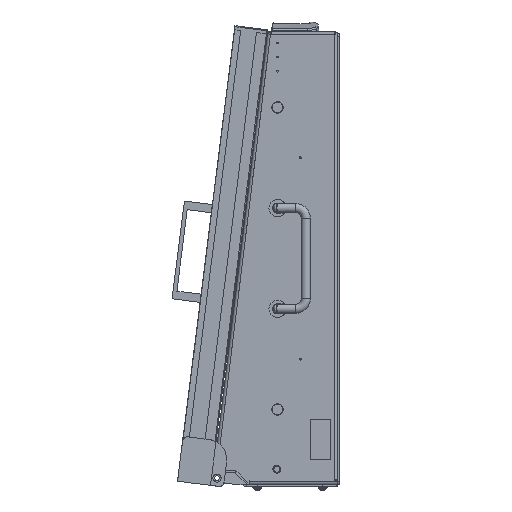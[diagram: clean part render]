
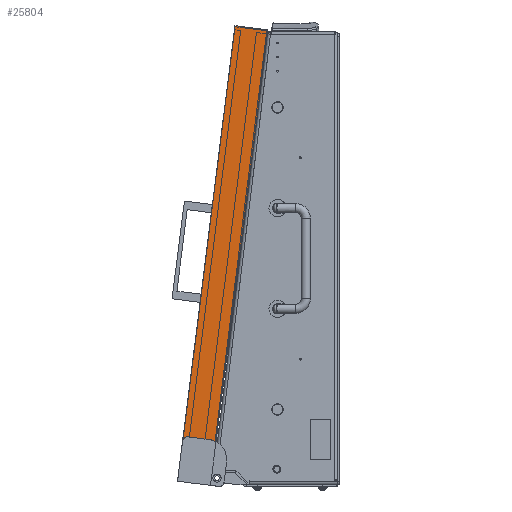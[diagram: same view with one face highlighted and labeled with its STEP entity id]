
A CAD part, left-side view. The second image highlights one B-rep face of the part: STEP entity #25804.
In plain terms, the highlighted planar face has unit normal (-1, 0, 0).
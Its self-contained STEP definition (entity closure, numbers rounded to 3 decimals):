
#418 = CARTESIAN_POINT ( 'NONE',  ( -277.5, 33., -188. ) ) ;
#2033 = EDGE_CURVE ( 'NONE', #30846, #20728, #41808, .T. ) ;
#2586 = DIRECTION ( 'NONE',  ( 0., 0., 1. ) ) ;
#3163 = FACE_OUTER_BOUND ( 'NONE', #5359, .T. ) ;
#4519 = EDGE_CURVE ( 'NONE', #36142, #22985, #8183, .T. ) ;
#5136 = AXIS2_PLACEMENT_3D ( 'NONE', #51845, #45927, #45140 ) ;
#5359 = EDGE_LOOP ( 'NONE', ( #68865, #11152, #66471, #74655, #20181, #69510 ) ) ;
#8183 = LINE ( 'NONE', #26021, #45856 ) ;
#9764 = CARTESIAN_POINT ( 'NONE',  ( -277.5, 0., -228. ) ) ;
#11152 = ORIENTED_EDGE ( 'NONE', *, *, #46750, .T. ) ;
#16028 = EDGE_CURVE ( 'NONE', #73033, #75608, #23755, .T. ) ;
#16080 = VECTOR ( 'NONE', #21621, 1000. ) ;
#20181 = ORIENTED_EDGE ( 'NONE', *, *, #16028, .T. ) ;
#20728 = VERTEX_POINT ( 'NONE', #65685 ) ;
#21621 = DIRECTION ( 'NONE',  ( 0., 0., 1. ) ) ;
#22985 = VERTEX_POINT ( 'NONE', #27647 ) ;
#23755 = CIRCLE ( 'NONE', #70410, 5. ) ;
#25804 = ADVANCED_FACE ( 'NONE', ( #3163 ), #57360, .F. ) ;
#26021 = CARTESIAN_POINT ( 'NONE',  ( -277.5, 33., 228. ) ) ;
#27647 = CARTESIAN_POINT ( 'NONE',  ( -277.5, 0., 228. ) ) ;
#28132 = EDGE_CURVE ( 'NONE', #73033, #36142, #32653, .T. ) ;
#30075 = DIRECTION ( 'NONE',  ( 0., 0., -1. ) ) ;
#30846 = VERTEX_POINT ( 'NONE', #44635 ) ;
#32653 = LINE ( 'NONE', #50050, #47996 ) ;
#34028 = DIRECTION ( 'NONE',  ( 0., 0., -1. ) ) ;
#36142 = VERTEX_POINT ( 'NONE', #71530 ) ;
#37862 = DIRECTION ( 'NONE',  ( 0., -1., 0. ) ) ;
#41808 = CIRCLE ( 'NONE', #5136, 20. ) ;
#44635 = CARTESIAN_POINT ( 'NONE',  ( -277.5, 0., -184.265 ) ) ;
#45140 = DIRECTION ( 'NONE',  ( 0., 0., -1. ) ) ;
#45806 = VECTOR ( 'NONE', #61428, 1000. ) ;
#45856 = VECTOR ( 'NONE', #37862, 1000. ) ;
#45927 = DIRECTION ( 'NONE',  ( -1., 0., 0. ) ) ;
#46124 = LINE ( 'NONE', #9764, #16080 ) ;
#46750 = EDGE_CURVE ( 'NONE', #30846, #22985, #46124, .T. ) ;
#47996 = VECTOR ( 'NONE', #2586, 1000. ) ;
#49199 = CARTESIAN_POINT ( 'NONE',  ( -277.5, 33., -183. ) ) ;
#50050 = CARTESIAN_POINT ( 'NONE',  ( -277.5, 33., -228. ) ) ;
#51845 = CARTESIAN_POINT ( 'NONE',  ( -277.5, 7., -203. ) ) ;
#52582 = DIRECTION ( 'NONE',  ( 1., 0., 0. ) ) ;
#54175 = CARTESIAN_POINT ( 'NONE',  ( -277.5, 28., -188. ) ) ;
#54972 = EDGE_CURVE ( 'NONE', #20728, #75608, #67351, .T. ) ;
#57360 = PLANE ( 'NONE',  #72946 ) ;
#60870 = DIRECTION ( 'NONE',  ( 1., 0., 0. ) ) ;
#61428 = DIRECTION ( 'NONE',  ( 0., 1., 0. ) ) ;
#65685 = CARTESIAN_POINT ( 'NONE',  ( -277.5, 7., -183. ) ) ;
#66471 = ORIENTED_EDGE ( 'NONE', *, *, #4519, .F. ) ;
#67351 = LINE ( 'NONE', #49199, #45806 ) ;
#68865 = ORIENTED_EDGE ( 'NONE', *, *, #2033, .F. ) ;
#69157 = CARTESIAN_POINT ( 'NONE',  ( -277.5, 28., -183. ) ) ;
#69510 = ORIENTED_EDGE ( 'NONE', *, *, #54972, .F. ) ;
#70410 = AXIS2_PLACEMENT_3D ( 'NONE', #54175, #60870, #30075 ) ;
#71530 = CARTESIAN_POINT ( 'NONE',  ( -277.5, 33., 228. ) ) ;
#72946 = AXIS2_PLACEMENT_3D ( 'NONE', #76233, #52582, #34028 ) ;
#73033 = VERTEX_POINT ( 'NONE', #418 ) ;
#74655 = ORIENTED_EDGE ( 'NONE', *, *, #28132, .F. ) ;
#75608 = VERTEX_POINT ( 'NONE', #69157 ) ;
#76233 = CARTESIAN_POINT ( 'NONE',  ( -277.5, 33., -228. ) ) ;
